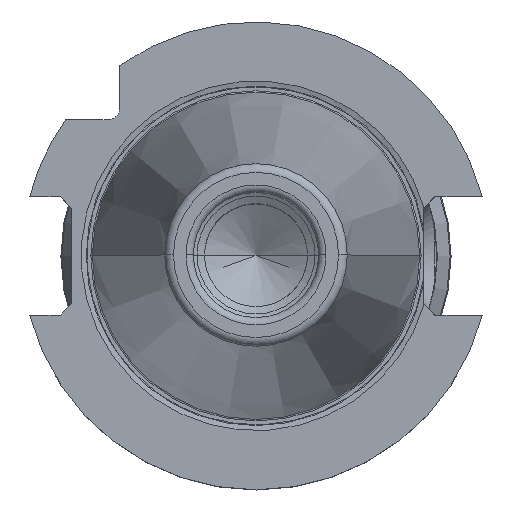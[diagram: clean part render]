
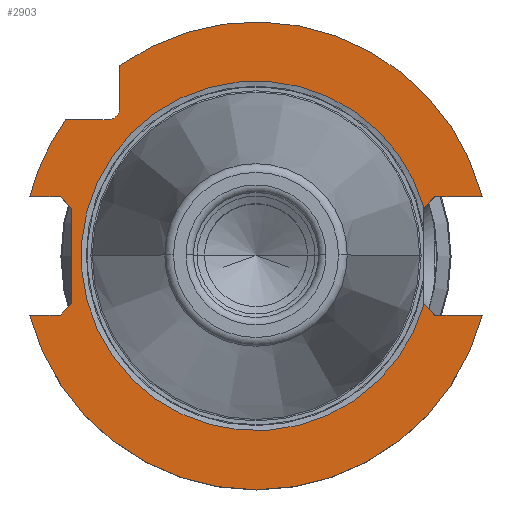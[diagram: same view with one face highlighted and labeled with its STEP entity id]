
A CAD part, top view. The second image highlights one B-rep face of the part: STEP entity #2903.
In plain terms, the highlighted planar face has unit normal (0, 0, 1).
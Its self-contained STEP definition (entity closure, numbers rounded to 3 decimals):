
#151=CARTESIAN_POINT('',(0.,0.,-3.2));
#152=DIRECTION('',(0.,0.,1.));
#153=DIRECTION('',(-0.813,0.582,0.));
#154=AXIS2_PLACEMENT_3D('',#151,#152,#153);
#167=CARTESIAN_POINT('',(0.,0.,-3.2));
#168=DIRECTION('',(0.,0.,1.));
#169=DIRECTION('',(-0.967,-0.253,0.));
#170=AXIS2_PLACEMENT_3D('',#167,#168,#169);
#183=CARTESIAN_POINT('',(0.,0.,-3.2));
#184=DIRECTION('',(0.,0.,1.));
#185=DIRECTION('',(0.967,0.253,0.));
#186=AXIS2_PLACEMENT_3D('',#183,#184,#185);
#378=DIRECTION('',(-1.,0.,0.));
#379=VECTOR('',#378,6.438);
#380=CARTESIAN_POINT('',(30.738,-8.05,-3.2));
#381=LINE('',#380,#379);
#385=DIRECTION('',(1.,0.,0.));
#386=VECTOR('',#385,4.138);
#387=CARTESIAN_POINT('',(-30.738,-8.05,-3.2));
#388=LINE('',#387,#386);
#392=DIRECTION('',(-0.707,-0.707,0.));
#393=VECTOR('',#392,2.263);
#394=CARTESIAN_POINT('',(-25.,-6.45,-3.2));
#395=LINE('',#394,#393);
#399=DIRECTION('',(0.,-1.,0.));
#400=VECTOR('',#399,12.9);
#401=CARTESIAN_POINT('',(-25.,6.45,-3.2));
#402=LINE('',#401,#400);
#406=DIRECTION('',(-0.707,0.707,0.));
#407=VECTOR('',#406,2.263);
#408=CARTESIAN_POINT('',(-25.,6.45,-3.2));
#409=LINE('',#408,#407);
#413=DIRECTION('',(1.,0.,0.));
#414=VECTOR('',#413,4.138);
#415=CARTESIAN_POINT('',(-30.738,8.05,-3.2));
#416=LINE('',#415,#414);
#420=DIRECTION('',(1.,0.,0.));
#421=VECTOR('',#420,5.734);
#422=CARTESIAN_POINT('',(-25.834,18.5,-3.2));
#423=LINE('',#422,#421);
#427=DIRECTION('',(0.,-1.,0.));
#428=VECTOR('',#427,5.734);
#429=CARTESIAN_POINT('',(-18.5,25.834,-3.2));
#430=LINE('',#429,#428);
#434=DIRECTION('',(-1.,0.,0.));
#435=VECTOR('',#434,6.438);
#436=CARTESIAN_POINT('',(30.738,8.05,-3.2));
#437=LINE('',#436,#435);
#441=DIRECTION('',(-0.707,-0.707,0.));
#442=VECTOR('',#441,2.095);
#443=CARTESIAN_POINT('',(24.3,8.05,-3.2));
#444=LINE('',#443,#442);
#448=DIRECTION('',(-0.707,0.707,0.));
#449=VECTOR('',#448,2.095);
#450=CARTESIAN_POINT('',(24.3,-8.05,-3.2));
#451=LINE('',#450,#449);
#1050=CARTESIAN_POINT('',(-20.1,20.1,-3.2));
#1051=DIRECTION('',(0.,0.,-1.));
#1052=DIRECTION('',(1.,0.,0.));
#1053=AXIS2_PLACEMENT_3D('',#1050,#1051,#1052);
#1784=CARTESIAN_POINT('',(0.,0.,-3.2));
#1785=DIRECTION('',(0.,0.,-1.));
#1786=DIRECTION('',(0.961,-0.277,0.));
#1787=AXIS2_PLACEMENT_3D('',#1784,#1785,#1786);
#2253=CARTESIAN_POINT('',(-18.5,20.1,-3.2));
#2254=CARTESIAN_POINT('',(-20.1,18.5,-3.2));
#2255=VERTEX_POINT('',#2253);
#2256=VERTEX_POINT('',#2254);
#2285=CARTESIAN_POINT('',(-25.,-6.45,-3.2));
#2287=VERTEX_POINT('',#2285);
#2289=CARTESIAN_POINT('',(-26.6,-8.05,-3.2));
#2291=VERTEX_POINT('',#2289);
#2294=CARTESIAN_POINT('',(-25.,6.45,-3.2));
#2296=VERTEX_POINT('',#2294);
#2298=CARTESIAN_POINT('',(-26.6,8.05,-3.2));
#2300=VERTEX_POINT('',#2298);
#2335=CARTESIAN_POINT('',(-18.5,25.834,-3.2));
#2336=VERTEX_POINT('',#2335);
#2337=CARTESIAN_POINT('',(-25.834,18.5,-3.2));
#2338=VERTEX_POINT('',#2337);
#2365=CARTESIAN_POINT('',(-30.738,-8.05,-3.2));
#2367=VERTEX_POINT('',#2365);
#2371=CARTESIAN_POINT('',(-30.738,8.05,-3.2));
#2373=VERTEX_POINT('',#2371);
#2395=CARTESIAN_POINT('',(30.738,-8.05,-3.2));
#2397=VERTEX_POINT('',#2395);
#2403=CARTESIAN_POINT('',(30.738,8.05,-3.2));
#2405=VERTEX_POINT('',#2403);
#2411=CARTESIAN_POINT('',(24.3,-8.05,-3.2));
#2412=VERTEX_POINT('',#2411);
#2413=CARTESIAN_POINT('',(22.819,-6.569,-3.2));
#2414=VERTEX_POINT('',#2413);
#2415=CARTESIAN_POINT('',(24.3,8.05,-3.2));
#2416=VERTEX_POINT('',#2415);
#2417=CARTESIAN_POINT('',(22.819,6.569,-3.2));
#2418=VERTEX_POINT('',#2417);
#2871=CARTESIAN_POINT('',(0.,0.,-3.2));
#2872=DIRECTION('',(0.,0.,-1.));
#2873=DIRECTION('',(-1.,0.,0.));
#2874=AXIS2_PLACEMENT_3D('',#2871,#2872,#2873);
#2875=PLANE('',#2874);
#2876=ORIENTED_EDGE('',*,*,#2611,.F.);
#2877=ORIENTED_EDGE('',*,*,#2659,.F.);
#2879=ORIENTED_EDGE('',*,*,#2878,.T.);
#2881=ORIENTED_EDGE('',*,*,#2880,.F.);
#2882=ORIENTED_EDGE('',*,*,#2759,.F.);
#2883=ORIENTED_EDGE('',*,*,#2747,.T.);
#2884=ORIENTED_EDGE('',*,*,#2733,.F.);
#2885=ORIENTED_EDGE('',*,*,#2629,.F.);
#2887=ORIENTED_EDGE('',*,*,#2886,.T.);
#2889=ORIENTED_EDGE('',*,*,#2888,.F.);
#2891=ORIENTED_EDGE('',*,*,#2890,.F.);
#2892=ORIENTED_EDGE('',*,*,#2685,.F.);
#2894=ORIENTED_EDGE('',*,*,#2893,.T.);
#2896=ORIENTED_EDGE('',*,*,#2895,.T.);
#2898=ORIENTED_EDGE('',*,*,#2897,.F.);
#2900=ORIENTED_EDGE('',*,*,#2899,.F.);
#2901=EDGE_LOOP('',(#2876,#2877,#2879,#2881,#2882,#2883,#2884,#2885,#2887,#2889,
#2891,#2892,#2894,#2896,#2898,#2900));
#2902=FACE_OUTER_BOUND('',#2901,.F.);
#155=CIRCLE('',#154,31.775);
#171=CIRCLE('',#170,31.775);
#187=CIRCLE('',#186,31.775);
#1054=CIRCLE('',#1053,1.6);
#1788=CIRCLE('',#1787,23.746);
#2611=EDGE_CURVE('',#2397,#2412,#381,.T.);
#2629=EDGE_CURVE('',#2338,#2373,#155,.T.);
#2659=EDGE_CURVE('',#2367,#2397,#171,.T.);
#2685=EDGE_CURVE('',#2405,#2336,#187,.T.);
#2733=EDGE_CURVE('',#2373,#2300,#416,.T.);
#2747=EDGE_CURVE('',#2296,#2300,#409,.T.);
#2759=EDGE_CURVE('',#2296,#2287,#402,.T.);
#2878=EDGE_CURVE('',#2367,#2291,#388,.T.);
#2880=EDGE_CURVE('',#2287,#2291,#395,.T.);
#2886=EDGE_CURVE('',#2338,#2256,#423,.T.);
#2888=EDGE_CURVE('',#2255,#2256,#1054,.T.);
#2890=EDGE_CURVE('',#2336,#2255,#430,.T.);
#2893=EDGE_CURVE('',#2405,#2416,#437,.T.);
#2895=EDGE_CURVE('',#2416,#2418,#444,.T.);
#2897=EDGE_CURVE('',#2414,#2418,#1788,.T.);
#2899=EDGE_CURVE('',#2412,#2414,#451,.T.);
#2903=ADVANCED_FACE('',(#2902),#2875,.F.);
